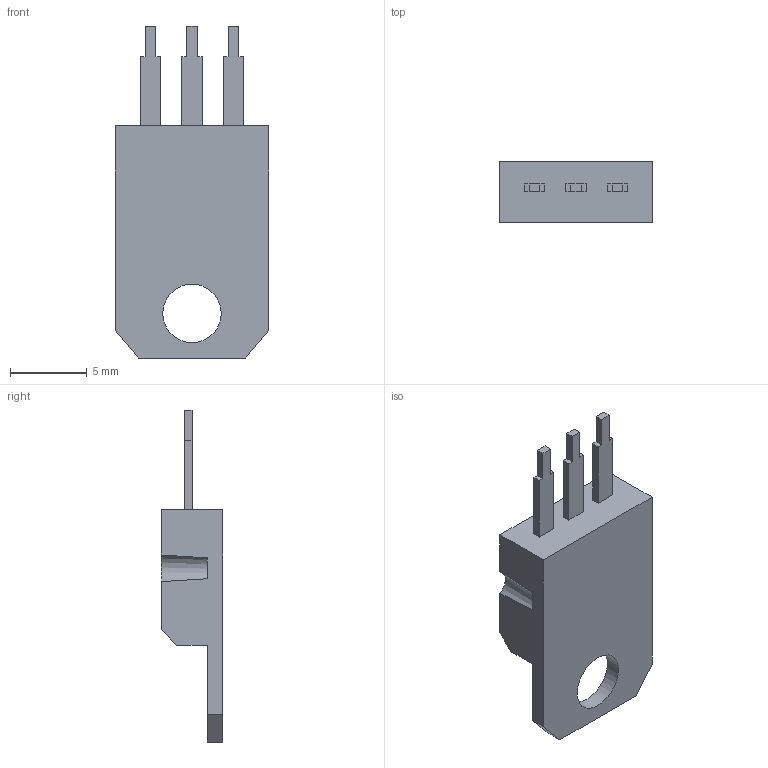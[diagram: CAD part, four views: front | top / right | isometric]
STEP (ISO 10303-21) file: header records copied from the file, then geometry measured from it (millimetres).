
FILE_DESCRIPTION(/* description */ ('','CAx-IF Rec.Pracs.---Representation and Presentation of Product Manufacturing Information (PMI)---4.0---2014-10-13'),/* implementation_level */ '2;1');
FILE_NAME(/* name */ '',/* time_stamp */ '2025-02-12T22:35:59+09:00',/* author */ (''),/* organization */ (''),/* preprocessor_version */ 'ST-DEVELOPER v20',/* originating_system */ 'Autodesk Translation Framework v13.20.0.188',/* authorisation */ '');
FILE_SCHEMA (('AP242_MANAGED_MODEL_BASED_3D_ENGINEERING_MIM_LF { 1 0 10303 442 1 1 4 }'));
Length unit declared in the file: millimetre
Products named in the file (1): Voltage Regulator
Bounding box: 10 x 4 x 21.6 mm (x, y, z)
Volume: 404.1 mm3; surface area: 506.6 mm2
Topology: 1 solids, 1 shells, 45 faces, 117 edges, 78 vertices
Faces by surface type: plane 41, cylinder 2, cone 2
Full cylindrical faces by diameter (mm): 1.25 x1, 3.8 x1
Entity records: 1447 total; most frequent: CARTESIAN_POINT 249, ORIENTED_EDGE 234, DIRECTION 213, EDGE_CURVE 117, LINE 105, VECTOR 105, VERTEX_POINT 78, AXIS2_PLACEMENT_3D 54
